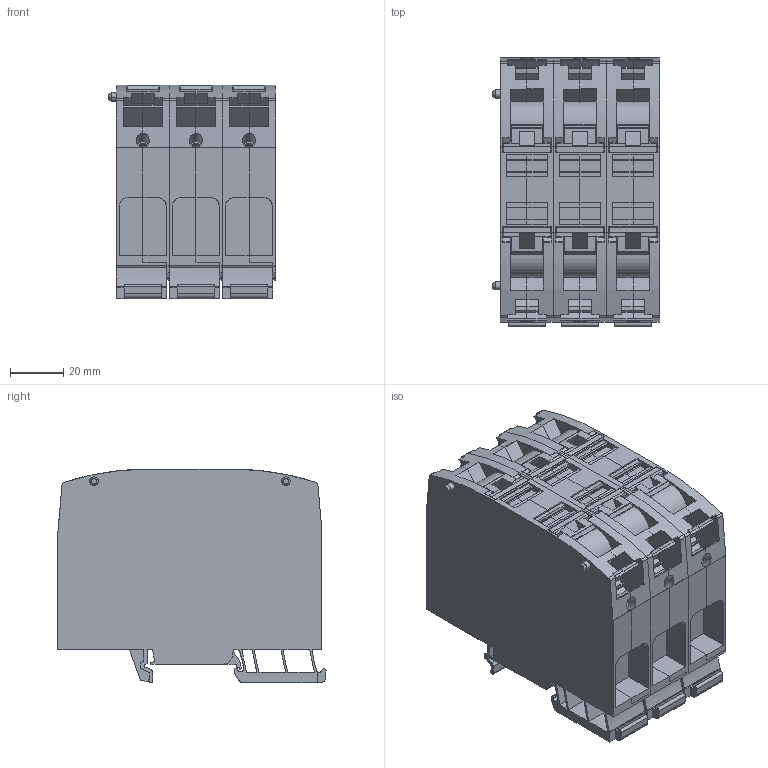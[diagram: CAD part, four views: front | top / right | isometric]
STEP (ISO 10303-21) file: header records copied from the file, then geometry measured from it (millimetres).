
FILE_DESCRIPTION(('CATIA V5 STEP Exchange','CAx-IF Rec.Pracs.--- Model Styling and Organization---1.4--- 2014-01-23'),'2;1');
FILE_NAME ('1103923-4_1', '2019-09-05T06:21:22+00:00', ('none'), ('Weidmueller'), 'CATIA Version 5-6 Release 2016 SP3 HF44', 'CATIA V5 STEP AP214', 'none');
FILE_SCHEMA(('AUTOMOTIVE_DESIGN { 1 0 10303 214 1 1 1 1 }'));
Products named in the file (1): 2663320000_A2C_50-70_3FT
Bounding box: 63 x 100.97 x 80.45 mm (x, y, z)
Volume: 373706.3 mm3; surface area: 139427.5 mm2
Topology: 18 solids, 18 shells, 1572 faces, 4776 edges, 3264 vertices
Faces by surface type: plane 1053, cylinder 390, extrusion 75, cone 54
Entity records: 54323 total; most frequent: CARTESIAN_POINT 12785, ORIENTED_EDGE 9552, DIRECTION 7063, EDGE_CURVE 4776, VECTOR 3564, LINE 3489, VERTEX_POINT 3264, AXIS2_PLACEMENT_3D 2204
